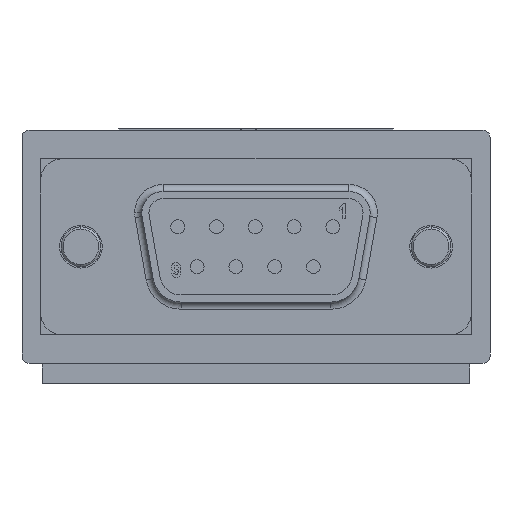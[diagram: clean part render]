
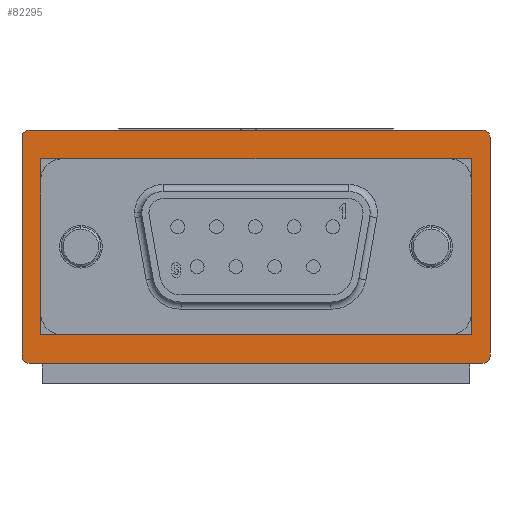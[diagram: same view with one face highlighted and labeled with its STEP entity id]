
A CAD part, left-side view. The second image highlights one B-rep face of the part: STEP entity #82295.
In plain terms, the highlighted planar face has unit normal (-1, 0, 0).
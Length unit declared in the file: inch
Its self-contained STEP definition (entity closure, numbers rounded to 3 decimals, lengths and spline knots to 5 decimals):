
#81532 = EDGE_LOOP ( 'NONE', ( #82846, #82990, #82232, #82283, #82189, #82970, #82955, #82710 ) ) ;
#82106 = VERTEX_POINT ( 'NONE', #86471 ) ;
#82113 = EDGE_CURVE ( 'NONE', #82825, #82237, #86472, .T. ) ;
#82153 = VERTEX_POINT ( 'NONE', #86648 ) ;
#82189 = ORIENTED_EDGE ( 'NONE', *, *, #82799, .F. ) ;
#82232 = ORIENTED_EDGE ( 'NONE', *, *, #82635, .F. ) ;
#82237 = VERTEX_POINT ( 'NONE', #86726 ) ;
#82283 = ORIENTED_EDGE ( 'NONE', *, *, #82113, .T. ) ;
#82295 = ADVANCED_FACE ( 'NONE', ( #86821, #86812 ), #86785, .F. ) ;
#82313 = EDGE_CURVE ( 'NONE', #82106, #92725, #86888, .T. ) ;
#82635 = EDGE_CURVE ( 'NONE', #82825, #82153, #87529, .T. ) ;
#82710 = ORIENTED_EDGE ( 'NONE', *, *, #82952, .T. ) ;
#82720 = VERTEX_POINT ( 'NONE', #87607 ) ;
#82722 = VERTEX_POINT ( 'NONE', #87610 ) ;
#82727 = EDGE_CURVE ( 'NONE', #82746, #82984, #87658, .T. ) ;
#82746 = VERTEX_POINT ( 'NONE', #87641 ) ;
#82799 = EDGE_CURVE ( 'NONE', #82746, #82237, #87811, .T. ) ;
#82825 = VERTEX_POINT ( 'NONE', #87852 ) ;
#82841 = EDGE_CURVE ( 'NONE', #92725, #82153, #87842, .T. ) ;
#82846 = ORIENTED_EDGE ( 'NONE', *, *, #82313, .T. ) ;
#82888 = VERTEX_POINT ( 'NONE', #87825 ) ;
#82900 = ORIENTED_EDGE ( 'NONE', *, *, #82981, .T. ) ;
#82914 = EDGE_LOOP ( 'NONE', ( #82900, #83400, #83590, #83570 ) ) ;
#82928 = VERTEX_POINT ( 'NONE', #87925 ) ;
#82952 = EDGE_CURVE ( 'NONE', #82888, #82106, #87905, .T. ) ;
#82955 = ORIENTED_EDGE ( 'NONE', *, *, #82968, .T. ) ;
#82968 = EDGE_CURVE ( 'NONE', #82984, #82888, #87934, .T. ) ;
#82970 = ORIENTED_EDGE ( 'NONE', *, *, #82727, .T. ) ;
#82981 = EDGE_CURVE ( 'NONE', #82722, #82720, #87997, .T. ) ;
#82982 = VERTEX_POINT ( 'NONE', #88023 ) ;
#82984 = VERTEX_POINT ( 'NONE', #88030 ) ;
#82990 = ORIENTED_EDGE ( 'NONE', *, *, #82841, .T. ) ;
#83396 = EDGE_CURVE ( 'NONE', #82982, #82928, #88673, .T. ) ;
#83400 = ORIENTED_EDGE ( 'NONE', *, *, #83435, .T. ) ;
#83435 = EDGE_CURVE ( 'NONE', #82720, #82982, #88765, .T. ) ;
#83570 = ORIENTED_EDGE ( 'NONE', *, *, #83587, .T. ) ;
#83587 = EDGE_CURVE ( 'NONE', #82928, #82722, #88949, .T. ) ;
#83590 = ORIENTED_EDGE ( 'NONE', *, *, #83396, .T. ) ;
#86451 = DIRECTION ( 'NONE',  ( 0., 0., -1. ) ) ;
#86456 = DIRECTION ( 'NONE',  ( -1., 0., 0. ) ) ;
#86462 = CARTESIAN_POINT ( 'NONE',  ( -1.04, -0.25, 0.307 ) ) ;
#86471 = CARTESIAN_POINT ( 'NONE',  ( -1.04, 1.025, -0.327 ) ) ;
#86472 = CIRCLE ( 'NONE', #86477, 0.02 ) ;
#86477 = AXIS2_PLACEMENT_3D ( 'NONE', #86462, #86456, #86451 ) ;
#86648 = CARTESIAN_POINT ( 'NONE',  ( -1.04, -0.27, -0.307 ) ) ;
#86726 = CARTESIAN_POINT ( 'NONE',  ( -1.04, -0.25, 0.327 ) ) ;
#86785 = PLANE ( 'NONE',  #86807 ) ;
#86801 = DIRECTION ( 'NONE',  ( 0., 0., -1. ) ) ;
#86803 = DIRECTION ( 'NONE',  ( 1., 0., 0. ) ) ;
#86807 = AXIS2_PLACEMENT_3D ( 'NONE', #86825, #86803, #86801 ) ;
#86812 = FACE_BOUND ( 'NONE', #82914, .T. ) ;
#86821 = FACE_OUTER_BOUND ( 'NONE', #81532, .T. ) ;
#86825 = CARTESIAN_POINT ( 'NONE',  ( -1.04, -0.27, 0.327 ) ) ;
#86865 = DIRECTION ( 'NONE',  ( 0., -1., 0. ) ) ;
#86867 = VECTOR ( 'NONE', #86865, 39.37008 ) ;
#86868 = CARTESIAN_POINT ( 'NONE',  ( -1.04, -0.27, -0.327 ) ) ;
#86888 = LINE ( 'NONE', #86868, #86867 ) ;
#87495 = DIRECTION ( 'NONE',  ( 0., 0., -1. ) ) ;
#87502 = CARTESIAN_POINT ( 'NONE',  ( -1.04, -0.27, 0.327 ) ) ;
#87511 = VECTOR ( 'NONE', #87495, 39.37008 ) ;
#87529 = LINE ( 'NONE', #87502, #87511 ) ;
#87583 = CARTESIAN_POINT ( 'NONE',  ( -1.04, 1.025, 0.307 ) ) ;
#87607 = CARTESIAN_POINT ( 'NONE',  ( -1.04, -0.2175, 0.247 ) ) ;
#87610 = CARTESIAN_POINT ( 'NONE',  ( -1.04, 0.9925, 0.247 ) ) ;
#87641 = CARTESIAN_POINT ( 'NONE',  ( -1.04, 1.025, 0.327 ) ) ;
#87645 = DIRECTION ( 'NONE',  ( 0., 0., -1. ) ) ;
#87646 = DIRECTION ( 'NONE',  ( -1., 0., 0. ) ) ;
#87657 = AXIS2_PLACEMENT_3D ( 'NONE', #87583, #87646, #87645 ) ;
#87658 = CIRCLE ( 'NONE', #87657, 0.02 ) ;
#87803 = DIRECTION ( 'NONE',  ( 0., -1., 0. ) ) ;
#87804 = VECTOR ( 'NONE', #87803, 39.37008 ) ;
#87805 = CARTESIAN_POINT ( 'NONE',  ( -1.04, -0.27, 0.327 ) ) ;
#87811 = LINE ( 'NONE', #87805, #87804 ) ;
#87825 = CARTESIAN_POINT ( 'NONE',  ( -1.04, 1.045, -0.307 ) ) ;
#87838 = DIRECTION ( 'NONE',  ( 0., 0., -1. ) ) ;
#87839 = DIRECTION ( 'NONE',  ( -1., 0., 0. ) ) ;
#87840 = CARTESIAN_POINT ( 'NONE',  ( -1.04, -0.25, -0.307 ) ) ;
#87841 = AXIS2_PLACEMENT_3D ( 'NONE', #87840, #87839, #87838 ) ;
#87842 = CIRCLE ( 'NONE', #87841, 0.02 ) ;
#87852 = CARTESIAN_POINT ( 'NONE',  ( -1.04, -0.27, 0.307 ) ) ;
#87905 = CIRCLE ( 'NONE', #87919, 0.02 ) ;
#87919 = AXIS2_PLACEMENT_3D ( 'NONE', #87954, #87950, #87949 ) ;
#87925 = CARTESIAN_POINT ( 'NONE',  ( -1.04, 0.9925, -0.247 ) ) ;
#87933 = CARTESIAN_POINT ( 'NONE',  ( -1.04, 1.045, 0.327 ) ) ;
#87934 = LINE ( 'NONE', #87933, #87938 ) ;
#87938 = VECTOR ( 'NONE', #88009, 39.37008 ) ;
#87949 = DIRECTION ( 'NONE',  ( 0., 0., -1. ) ) ;
#87950 = DIRECTION ( 'NONE',  ( -1., 0., 0. ) ) ;
#87954 = CARTESIAN_POINT ( 'NONE',  ( -1.04, 1.025, -0.307 ) ) ;
#87994 = DIRECTION ( 'NONE',  ( 0., -1., 0. ) ) ;
#87995 = VECTOR ( 'NONE', #87994, 39.37008 ) ;
#87996 = CARTESIAN_POINT ( 'NONE',  ( -1.04, 0.9925, 0.247 ) ) ;
#87997 = LINE ( 'NONE', #87996, #87995 ) ;
#88009 = DIRECTION ( 'NONE',  ( 0., 0., -1. ) ) ;
#88023 = CARTESIAN_POINT ( 'NONE',  ( -1.04, -0.2175, -0.247 ) ) ;
#88030 = CARTESIAN_POINT ( 'NONE',  ( -1.04, 1.045, 0.307 ) ) ;
#88669 = DIRECTION ( 'NONE',  ( 0., 1., 0. ) ) ;
#88671 = VECTOR ( 'NONE', #88669, 39.37008 ) ;
#88672 = CARTESIAN_POINT ( 'NONE',  ( -1.04, 0.9925, -0.247 ) ) ;
#88673 = LINE ( 'NONE', #88672, #88671 ) ;
#88759 = DIRECTION ( 'NONE',  ( 0., 0., -1. ) ) ;
#88760 = VECTOR ( 'NONE', #88759, 39.37008 ) ;
#88761 = CARTESIAN_POINT ( 'NONE',  ( -1.04, -0.2175, 0.247 ) ) ;
#88765 = LINE ( 'NONE', #88761, #88760 ) ;
#88945 = DIRECTION ( 'NONE',  ( 0., 0., 1. ) ) ;
#88946 = VECTOR ( 'NONE', #88945, 39.37008 ) ;
#88948 = CARTESIAN_POINT ( 'NONE',  ( -1.04, 0.9925, 0.247 ) ) ;
#88949 = LINE ( 'NONE', #88948, #88946 ) ;
#92725 = VERTEX_POINT ( 'NONE', #101438 ) ;
#101438 = CARTESIAN_POINT ( 'NONE',  ( -1.04, -0.25, -0.327 ) ) ;
